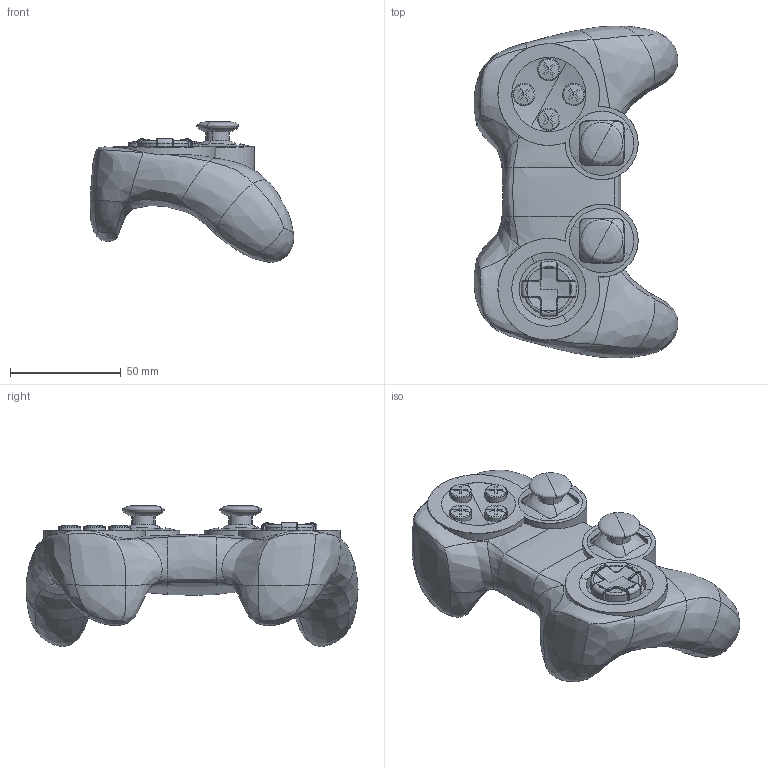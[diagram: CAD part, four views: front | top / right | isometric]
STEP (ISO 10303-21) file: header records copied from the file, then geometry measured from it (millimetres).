
FILE_DESCRIPTION(('CATIA V5 STEP Exchange'),'2;1');
FILE_NAME('Controller.stp','2013-03-18T15:25:53+00:00',('none'),('none'),'CATIA Version 5 Release 19 SP 6 (IN-10)','CATIA V5 STEP AP203','none');
FILE_SCHEMA(('CONFIG_CONTROL_DESIGN'));
Products named in the file (1): Controller
Assembly tree (8 placements, depth 2):
  Controller
    #58
    #20266  x2
    #20491
    #35389  x4
Bounding box: 92.15 x 150.08 x 63.6 mm (x, y, z)
Volume: 201984.5 mm3; surface area: 81548 mm2
Topology: 14 solids, 14 shells, 417 faces, 1014 edges, 611 vertices
Faces by surface type: bspline 240, cylinder 56, sphere 34, extrusion 32, plane 27, torus 24, revolution 4
Entity records: 36483 total; most frequent: CARTESIAN_POINT 30402, ORIENTED_EDGE 1644, EDGE_CURVE 816, B_SPLINE_CURVE_WITH_KNOTS 641, VERTEX_POINT 491, DIRECTION 437, EDGE_LOOP 357, ADVANCED_FACE 341
